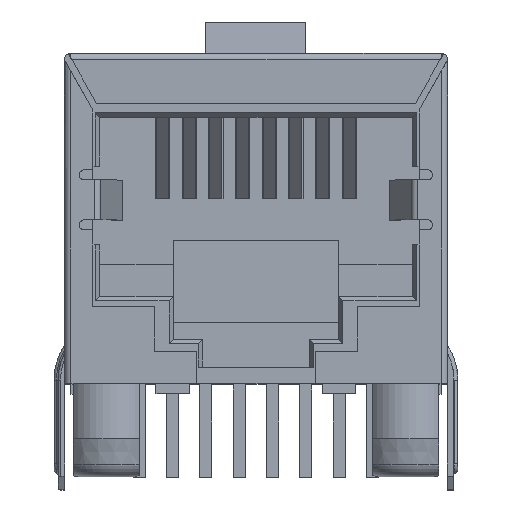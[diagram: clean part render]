
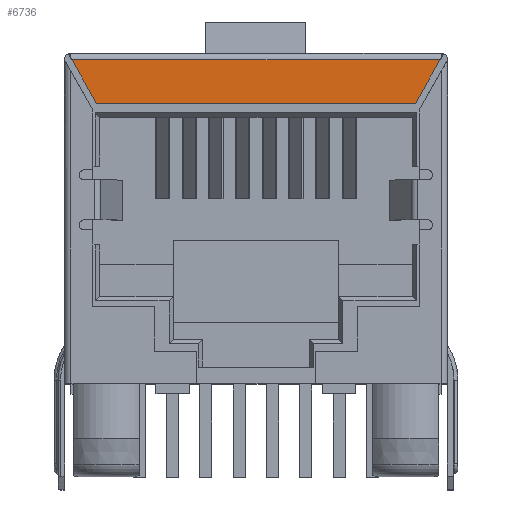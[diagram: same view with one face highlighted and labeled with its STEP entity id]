
A CAD part, top view. The second image highlights one B-rep face of the part: STEP entity #6736.
In plain terms, the highlighted planar face has unit normal (0, 0, 1).
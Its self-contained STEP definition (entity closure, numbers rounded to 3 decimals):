
#654=FACE_OUTER_BOUND('',#1016,.T.);
#1016=EDGE_LOOP('',(#6058,#6059,#6060,#6061));
#1879=LINE('',#11103,#2649);
#1881=LINE('',#11109,#2651);
#1882=LINE('',#11116,#2652);
#1899=LINE('',#11154,#2669);
#2649=VECTOR('',#8837,12.154);
#2651=VECTOR('',#8843,1.898);
#2652=VECTOR('',#8852,1.898);
#2669=VECTOR('',#8895,14.025);
#3276=VERTEX_POINT('',#11100);
#3277=VERTEX_POINT('',#11102);
#3279=VERTEX_POINT('',#11108);
#3281=VERTEX_POINT('',#11114);
#4196=EDGE_CURVE('',#3276,#3277,#1879,.T.);
#4199=EDGE_CURVE('',#3277,#3279,#1881,.T.);
#4203=EDGE_CURVE('',#3281,#3276,#1882,.T.);
#4224=EDGE_CURVE('',#3279,#3281,#1899,.T.);
#6058=ORIENTED_EDGE('',*,*,#4224,.F.);
#6059=ORIENTED_EDGE('',*,*,#4199,.F.);
#6060=ORIENTED_EDGE('',*,*,#4196,.F.);
#6061=ORIENTED_EDGE('',*,*,#4203,.F.);
#6400=PLANE('',#7217);
#6736=ADVANCED_FACE('',(#654),#6400,.F.);
#7217=AXIS2_PLACEMENT_3D('',#11153,#8893,#8894);
#8837=DIRECTION('',(-1.,0.,0.));
#8843=DIRECTION('',(-0.493,0.87,0.));
#8852=DIRECTION('',(-0.493,-0.87,0.));
#8893=DIRECTION('center_axis',(0.,0.,-1.));
#8894=DIRECTION('ref_axis',(-1.,0.,0.));
#8895=DIRECTION('',(1.,0.,0.));
#11100=CARTESIAN_POINT('',(6.077,5.814,9.334));
#11102=CARTESIAN_POINT('',(-6.077,5.814,9.334));
#11103=CARTESIAN_POINT('',(6.077,5.814,9.334));
#11108=CARTESIAN_POINT('',(-7.012,7.465,9.334));
#11109=CARTESIAN_POINT('',(-6.077,5.814,9.334));
#11114=CARTESIAN_POINT('',(7.013,7.465,9.334));
#11116=CARTESIAN_POINT('',(7.013,7.465,9.334));
#11153=CARTESIAN_POINT('Origin',(7.303,-4.854,9.334));
#11154=CARTESIAN_POINT('',(-7.012,7.465,9.334));
